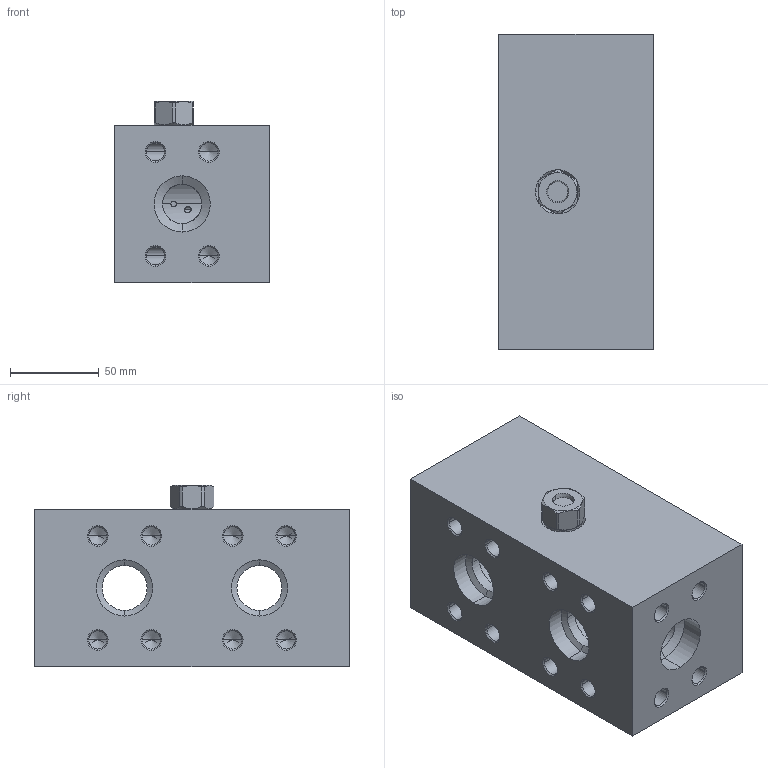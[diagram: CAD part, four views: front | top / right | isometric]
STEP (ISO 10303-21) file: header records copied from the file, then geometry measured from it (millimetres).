
FILE_DESCRIPTION((''),'2;1');
FILE_NAME('YKQ_ASM','2022-03-09T',('ProEService'),(''),'PRO/ENGINEER BY PARAMETRIC TECHNOLOGY CORPORATION, 2014200','PRO/ENGINEER BY PARAMETRIC TECHNOLOGY CORPORATION, 2014200','');
FILE_SCHEMA(('CONFIG_CONTROL_DESIGN'));
Length unit declared in the file: inch
Products named in the file (3): 150-738; CSAAEXN; YKQ_ASM
Assembly tree (2 placements, depth 2):
  YKQ_ASM
    150-738
    CSAAEXN
Bounding box: 87.33 x 177.8 x 102.39 mm (x, y, z)
Volume: 1125281.9 mm3; surface area: 127894.7 mm2
Topology: 3 solids, 5 shells, 400 faces, 1234 edges, 984 vertices
Faces by surface type: cylinder 166, cone 150, plane 42, torus 36, revolution 6
Entity records: 15108 total; most frequent: CARTESIAN_POINT 4302, DIRECTION 2386, ORIENTED_EDGE 1842, EDGE_CURVE 921, AXIS2_PLACEMENT_3D 882, VECTOR 616, LINE 616, VERTEX_POINT 555
